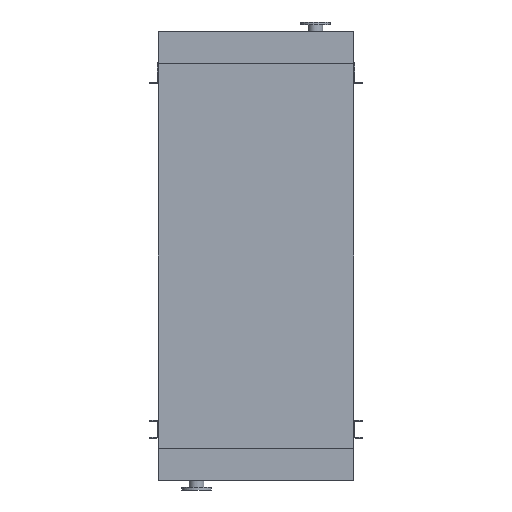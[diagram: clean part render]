
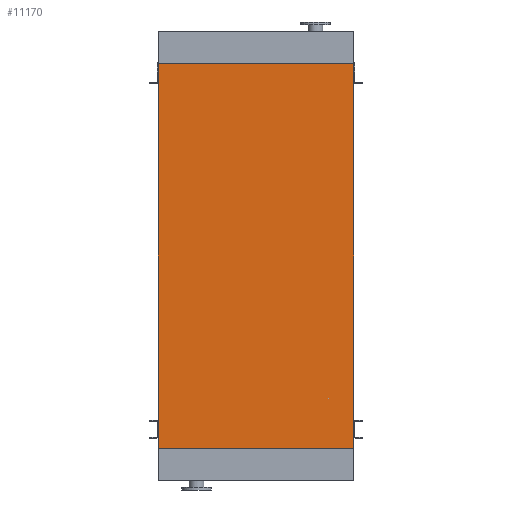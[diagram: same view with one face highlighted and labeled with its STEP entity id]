
A CAD part, front view. The second image highlights one B-rep face of the part: STEP entity #11170.
In plain terms, the highlighted planar face has unit normal (0, -1, 0).
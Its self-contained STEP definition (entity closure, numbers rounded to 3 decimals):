
#328 = CARTESIAN_POINT ( 'NONE',  ( -725., 0., -2850. ) ) ;
#950 = VERTEX_POINT ( 'NONE', #14851 ) ;
#980 = VECTOR ( 'NONE', #7634, 1000. ) ;
#1100 = ORIENTED_EDGE ( 'NONE', *, *, #14144, .F. ) ;
#1391 = ORIENTED_EDGE ( 'NONE', *, *, #5231, .T. ) ;
#2430 = EDGE_LOOP ( 'NONE', ( #11078, #1100, #7259, #1391 ) ) ;
#2821 = CARTESIAN_POINT ( 'NONE',  ( 725., 0., -2850. ) ) ;
#3565 = DIRECTION ( 'NONE',  ( 0., 0., 1. ) ) ;
#4464 = PLANE ( 'NONE',  #10281 ) ;
#4957 = LINE ( 'NONE', #7284, #12352 ) ;
#5231 = EDGE_CURVE ( 'NONE', #6951, #12333, #12631, .T. ) ;
#5898 = CARTESIAN_POINT ( 'NONE',  ( 725., 0., -2850. ) ) ;
#6951 = VERTEX_POINT ( 'NONE', #2821 ) ;
#6963 = EDGE_CURVE ( 'NONE', #14686, #6951, #13096, .T. ) ;
#7259 = ORIENTED_EDGE ( 'NONE', *, *, #6963, .T. ) ;
#7284 = CARTESIAN_POINT ( 'NONE',  ( -725., 0., 0. ) ) ;
#7358 = DIRECTION ( 'NONE',  ( 1., 0., 0. ) ) ;
#7395 = LINE ( 'NONE', #328, #9242 ) ;
#7634 = DIRECTION ( 'NONE',  ( 1., 0., 0. ) ) ;
#7688 = EDGE_CURVE ( 'NONE', #950, #12333, #4957, .T. ) ;
#7905 = DIRECTION ( 'NONE',  ( 0., 0., -1. ) ) ;
#8425 = CARTESIAN_POINT ( 'NONE',  ( -725., 0., -2850. ) ) ;
#9026 = DIRECTION ( 'NONE',  ( 0., -1., 0. ) ) ;
#9242 = VECTOR ( 'NONE', #10742, 1000. ) ;
#9725 = CARTESIAN_POINT ( 'NONE',  ( -725., 0., -2850. ) ) ;
#10281 = AXIS2_PLACEMENT_3D ( 'NONE', #10282, #9026, #7905 ) ;
#10282 = CARTESIAN_POINT ( 'NONE',  ( -725., 0., -2850. ) ) ;
#10742 = DIRECTION ( 'NONE',  ( 0., 0., 1. ) ) ;
#11078 = ORIENTED_EDGE ( 'NONE', *, *, #7688, .F. ) ;
#11170 = ADVANCED_FACE ( 'NONE', ( #12465 ), #4464, .T. ) ;
#12333 = VERTEX_POINT ( 'NONE', #13945 ) ;
#12352 = VECTOR ( 'NONE', #7358, 1000. ) ;
#12465 = FACE_OUTER_BOUND ( 'NONE', #2430, .T. ) ;
#12631 = LINE ( 'NONE', #5898, #14676 ) ;
#13096 = LINE ( 'NONE', #9725, #980 ) ;
#13945 = CARTESIAN_POINT ( 'NONE',  ( 725., 0., 0. ) ) ;
#14144 = EDGE_CURVE ( 'NONE', #14686, #950, #7395, .T. ) ;
#14676 = VECTOR ( 'NONE', #3565, 1000. ) ;
#14686 = VERTEX_POINT ( 'NONE', #8425 ) ;
#14851 = CARTESIAN_POINT ( 'NONE',  ( -725., 0., 0. ) ) ;
